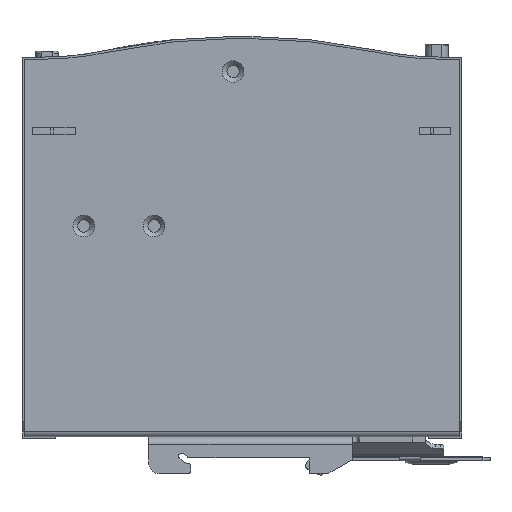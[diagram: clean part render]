
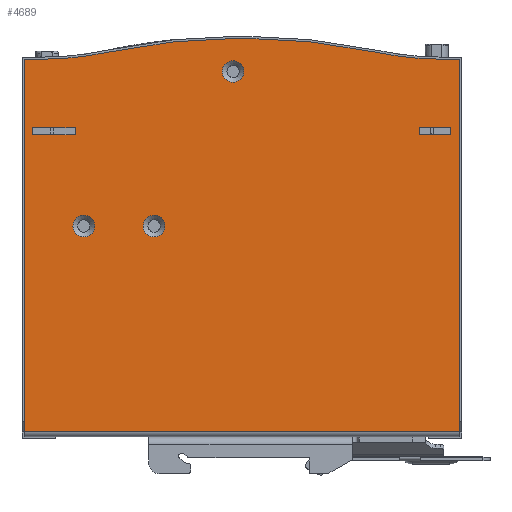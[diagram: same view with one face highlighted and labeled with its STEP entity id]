
A CAD part, front view. The second image highlights one B-rep face of the part: STEP entity #4689.
In plain terms, the highlighted planar face has unit normal (0, -1, 0).
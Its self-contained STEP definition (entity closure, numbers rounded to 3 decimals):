
#4689=ADVANCED_FACE('',(#18660,#18661,#18662,#18663,#18664,#18665),#7051,
 .F.);
#7051=PLANE('',#47417);
#8749=LINE('',#62063,#13700);
#8771=LINE('',#62144,#13722);
#8772=LINE('',#62147,#13723);
#8773=LINE('',#62149,#13724);
#8774=LINE('',#62151,#13725);
#8775=LINE('',#62152,#13726);
#8776=LINE('',#62155,#13727);
#8777=LINE('',#62157,#13728);
#8778=LINE('',#62159,#13729);
#8779=LINE('',#62160,#13730);
#8780=LINE('',#62168,#13731);
#8781=LINE('',#62170,#13732);
#8782=LINE('',#62172,#13733);
#13700=VECTOR('',#50655,1.);
#13722=VECTOR('',#50723,1.);
#13723=VECTOR('',#50724,1.);
#13724=VECTOR('',#50725,1.);
#13725=VECTOR('',#50726,1.);
#13726=VECTOR('',#50727,1.);
#13727=VECTOR('',#50728,1.);
#13728=VECTOR('',#50729,1.);
#13729=VECTOR('',#50730,1.);
#13730=VECTOR('',#50731,1.);
#13731=VECTOR('',#50738,1.);
#13732=VECTOR('',#50739,1.);
#13733=VECTOR('',#50740,1.);
#18660=FACE_BOUND('',#19250,.T.);
#18661=FACE_BOUND('',#19251,.T.);
#18662=FACE_BOUND('',#19252,.T.);
#18663=FACE_BOUND('',#19253,.T.);
#18664=FACE_BOUND('',#19254,.T.);
#18665=FACE_BOUND('',#19255,.T.);
#19250=EDGE_LOOP('',(#22156));
#19251=EDGE_LOOP('',(#22157));
#19252=EDGE_LOOP('',(#22158));
#19253=EDGE_LOOP('',(#22159,#22160,#22161,#22162));
#19254=EDGE_LOOP('',(#22163,#22164,#22165,#22166));
#19255=EDGE_LOOP('',(#22167,#22168,#22169,#22170,#22171,#22172,#22173,#22174));
#22156=ORIENTED_EDGE('',*,*,#39909,.T.);
#22157=ORIENTED_EDGE('',*,*,#39910,.T.);
#22158=ORIENTED_EDGE('',*,*,#39911,.T.);
#22159=ORIENTED_EDGE('',*,*,#39912,.F.);
#22160=ORIENTED_EDGE('',*,*,#39913,.F.);
#22161=ORIENTED_EDGE('',*,*,#39914,.F.);
#22162=ORIENTED_EDGE('',*,*,#39915,.F.);
#22163=ORIENTED_EDGE('',*,*,#39916,.F.);
#22164=ORIENTED_EDGE('',*,*,#39917,.F.);
#22165=ORIENTED_EDGE('',*,*,#39918,.F.);
#22166=ORIENTED_EDGE('',*,*,#39919,.F.);
#22167=ORIENTED_EDGE('',*,*,#39920,.F.);
#22168=ORIENTED_EDGE('',*,*,#39921,.F.);
#22169=ORIENTED_EDGE('',*,*,#39922,.F.);
#22170=ORIENTED_EDGE('',*,*,#39923,.F.);
#22171=ORIENTED_EDGE('',*,*,#39924,.F.);
#22172=ORIENTED_EDGE('',*,*,#39925,.F.);
#22173=ORIENTED_EDGE('',*,*,#39926,.T.);
#22174=ORIENTED_EDGE('',*,*,#39871,.T.);
#35456=VERTEX_POINT('',#62062);
#35457=VERTEX_POINT('',#62064);
#35490=VERTEX_POINT('',#62139);
#35491=VERTEX_POINT('',#62141);
#35492=VERTEX_POINT('',#62143);
#35493=VERTEX_POINT('',#62145);
#35494=VERTEX_POINT('',#62146);
#35495=VERTEX_POINT('',#62148);
#35496=VERTEX_POINT('',#62150);
#35497=VERTEX_POINT('',#62153);
#35498=VERTEX_POINT('',#62154);
#35499=VERTEX_POINT('',#62156);
#35500=VERTEX_POINT('',#62158);
#35501=VERTEX_POINT('',#62161);
#35502=VERTEX_POINT('',#62163);
#35503=VERTEX_POINT('',#62165);
#35504=VERTEX_POINT('',#62167);
#35505=VERTEX_POINT('',#62169);
#35506=VERTEX_POINT('',#62171);
#39871=EDGE_CURVE('',#35457,#35456,#8749,.T.);
#39909=EDGE_CURVE('',#35490,#35490,#46531,.T.);
#39910=EDGE_CURVE('',#35491,#35491,#46532,.T.);
#39911=EDGE_CURVE('',#35492,#35492,#46533,.T.);
#39912=EDGE_CURVE('',#35493,#35494,#8771,.T.);
#39913=EDGE_CURVE('',#35495,#35493,#8772,.T.);
#39914=EDGE_CURVE('',#35496,#35495,#8773,.T.);
#39915=EDGE_CURVE('',#35494,#35496,#8774,.T.);
#39916=EDGE_CURVE('',#35497,#35498,#8775,.T.);
#39917=EDGE_CURVE('',#35499,#35497,#8776,.T.);
#39918=EDGE_CURVE('',#35500,#35499,#8777,.T.);
#39919=EDGE_CURVE('',#35498,#35500,#8778,.T.);
#39920=EDGE_CURVE('',#35501,#35456,#8779,.T.);
#39921=EDGE_CURVE('',#35502,#35501,#46534,.T.);
#39922=EDGE_CURVE('',#35503,#35502,#46535,.T.);
#39923=EDGE_CURVE('',#35504,#35503,#46536,.T.);
#39924=EDGE_CURVE('',#35505,#35504,#8780,.T.);
#39925=EDGE_CURVE('',#35506,#35505,#8781,.T.);
#39926=EDGE_CURVE('',#35506,#35457,#8782,.T.);
#46531=CIRCLE('',#47411,3.1);
#46532=CIRCLE('',#47412,3.1);
#46533=CIRCLE('',#47413,3.1);
#46534=CIRCLE('',#47414,90.);
#46535=CIRCLE('',#47415,184.);
#46536=CIRCLE('',#47416,90.);
#47411=AXIS2_PLACEMENT_3D('',#62138,#50717,#50718);
#47412=AXIS2_PLACEMENT_3D('',#62140,#50719,#50720);
#47413=AXIS2_PLACEMENT_3D('',#62142,#50721,#50722);
#47414=AXIS2_PLACEMENT_3D('',#62162,#50732,#50733);
#47415=AXIS2_PLACEMENT_3D('',#62164,#50734,#50735);
#47416=AXIS2_PLACEMENT_3D('',#62166,#50736,#50737);
#47417=AXIS2_PLACEMENT_3D('',#62173,#50741,#50742);
#50655=DIRECTION('',(0.,0.,1.));
#50717=DIRECTION('',(0.,1.,0.));
#50718=DIRECTION('',(0.,0.,1.));
#50719=DIRECTION('',(0.,1.,0.));
#50720=DIRECTION('',(0.,0.,1.));
#50721=DIRECTION('',(0.,1.,0.));
#50722=DIRECTION('',(0.,0.,1.));
#50723=DIRECTION('',(-1.,0.,0.));
#50724=DIRECTION('',(0.,0.,1.));
#50725=DIRECTION('',(1.,0.,0.));
#50726=DIRECTION('',(0.,0.,-1.));
#50727=DIRECTION('',(-1.,0.,0.));
#50728=DIRECTION('',(0.,0.,1.));
#50729=DIRECTION('',(1.,0.,0.));
#50730=DIRECTION('',(0.,0.,-1.));
#50731=DIRECTION('',(1.,0.,0.));
#50732=DIRECTION('',(0.,-1.,0.));
#50733=DIRECTION('',(0.,0.,1.));
#50734=DIRECTION('',(0.,1.,0.));
#50735=DIRECTION('',(0.,0.,1.));
#50736=DIRECTION('',(0.,-1.,0.));
#50737=DIRECTION('',(0.,0.,1.));
#50738=DIRECTION('',(1.,0.,0.));
#50739=DIRECTION('',(0.,0.,1.));
#50740=DIRECTION('',(1.,0.,0.));
#50741=DIRECTION('',(0.,1.,0.));
#50742=DIRECTION('',(0.,0.,1.));
#62062=CARTESIAN_POINT('',(62.,-31.5,107.5));
#62063=CARTESIAN_POINT('',(62.,-31.5,1.502));
#62064=CARTESIAN_POINT('',(62.,-31.5,1.502));
#62138=CARTESIAN_POINT('',(-2.5,-31.5,104.));
#62139=CARTESIAN_POINT('',(-2.5,-31.5,107.1));
#62140=CARTESIAN_POINT('',(-25.,-31.5,60.));
#62141=CARTESIAN_POINT('',(-25.,-31.5,63.1));
#62142=CARTESIAN_POINT('',(-45.,-31.5,60.));
#62143=CARTESIAN_POINT('',(-45.,-31.5,63.1));
#62144=CARTESIAN_POINT('',(-62.,-31.5,88.));
#62145=CARTESIAN_POINT('',(-47.5,-31.5,88.));
#62146=CARTESIAN_POINT('',(-59.5,-31.5,88.));
#62147=CARTESIAN_POINT('',(-47.5,-31.5,1.502));
#62148=CARTESIAN_POINT('',(-47.5,-31.5,86.));
#62149=CARTESIAN_POINT('',(-62.,-31.5,86.));
#62150=CARTESIAN_POINT('',(-59.5,-31.5,86.));
#62151=CARTESIAN_POINT('',(-59.5,-31.5,1.502));
#62152=CARTESIAN_POINT('',(-62.,-31.5,88.));
#62153=CARTESIAN_POINT('',(59.5,-31.5,88.));
#62154=CARTESIAN_POINT('',(50.5,-31.5,88.));
#62155=CARTESIAN_POINT('',(59.5,-31.5,1.502));
#62156=CARTESIAN_POINT('',(59.5,-31.5,86.));
#62157=CARTESIAN_POINT('',(-62.,-31.5,86.));
#62158=CARTESIAN_POINT('',(50.5,-31.5,86.));
#62159=CARTESIAN_POINT('',(50.5,-31.5,1.502));
#62160=CARTESIAN_POINT('',(-62.,-31.5,107.5));
#62161=CARTESIAN_POINT('',(57.026,-31.5,107.5));
#62162=CARTESIAN_POINT('',(57.026,-31.5,197.5));
#62163=CARTESIAN_POINT('',(38.295,-31.5,109.471));
#62164=CARTESIAN_POINT('',(0.,-31.5,-70.5));
#62165=CARTESIAN_POINT('',(-38.295,-31.5,109.471));
#62166=CARTESIAN_POINT('',(-57.026,-31.5,197.5));
#62167=CARTESIAN_POINT('',(-57.026,-31.5,107.5));
#62168=CARTESIAN_POINT('',(-62.,-31.5,107.5));
#62169=CARTESIAN_POINT('',(-62.,-31.5,107.5));
#62170=CARTESIAN_POINT('',(-62.,-31.5,1.502));
#62171=CARTESIAN_POINT('',(-62.,-31.5,1.502));
#62172=CARTESIAN_POINT('',(-62.,-31.5,1.502));
#62173=CARTESIAN_POINT('',(-62.,-31.5,1.502));
